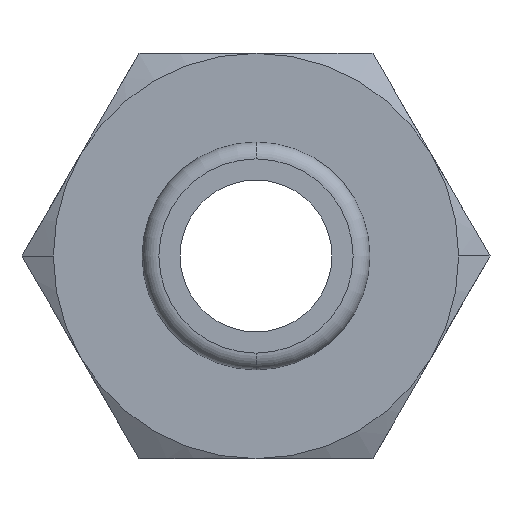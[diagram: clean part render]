
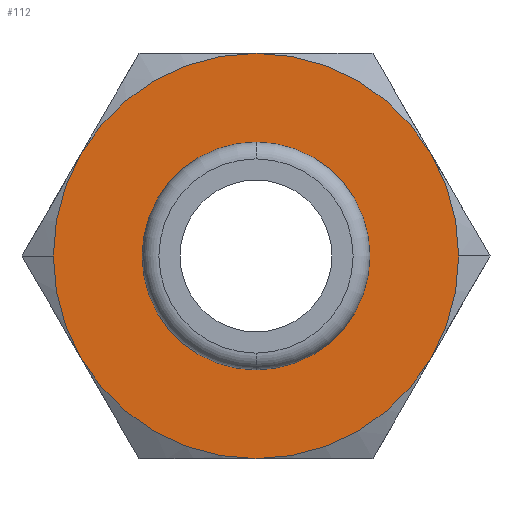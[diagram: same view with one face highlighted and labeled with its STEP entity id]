
A CAD part, front view. The second image highlights one B-rep face of the part: STEP entity #112.
In plain terms, the highlighted planar face has unit normal (0, -1, 0).
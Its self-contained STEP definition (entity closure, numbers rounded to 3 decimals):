
#112=ADVANCED_FACE('',(#241,#242),#243,.T.);
#241=FACE_OUTER_BOUND('',#384,.T.);
#242=FACE_BOUND('',#385,.T.);
#243=PLANE('',#386);
#384=EDGE_LOOP('',(#633,#634,#635,#636,#637,#638,#639,#640));
#385=EDGE_LOOP('',(#641,#642));
#386=AXIS2_PLACEMENT_3D('',#643,#644,#645);
#633=ORIENTED_EDGE('',*,*,#867,.F.);
#634=ORIENTED_EDGE('',*,*,#893,.F.);
#635=ORIENTED_EDGE('',*,*,#853,.F.);
#636=ORIENTED_EDGE('',*,*,#842,.F.);
#637=ORIENTED_EDGE('',*,*,#907,.F.);
#638=ORIENTED_EDGE('',*,*,#857,.F.);
#639=ORIENTED_EDGE('',*,*,#908,.F.);
#640=ORIENTED_EDGE('',*,*,#909,.F.);
#641=ORIENTED_EDGE('',*,*,#910,.F.);
#642=ORIENTED_EDGE('',*,*,#911,.F.);
#643=CARTESIAN_POINT('',(6.0,15.5,0.0));
#644=DIRECTION('',(-0.0,-1.0,-0.0));
#645=DIRECTION('',(-1.0,0.0,0.0));
#842=EDGE_CURVE('',#996,#998,#999,.T.);
#853=EDGE_CURVE('',#998,#1013,#1014,.T.);
#857=EDGE_CURVE('',#1017,#984,#1019,.T.);
#867=EDGE_CURVE('',#1033,#1030,#1035,.T.);
#893=EDGE_CURVE('',#1013,#1033,#1073,.T.);
#907=EDGE_CURVE('',#984,#996,#1091,.T.);
#908=EDGE_CURVE('',#1092,#1017,#1093,.T.);
#909=EDGE_CURVE('',#1030,#1092,#1094,.T.);
#910=EDGE_CURVE('',#1095,#1096,#1097,.T.);
#911=EDGE_CURVE('',#1096,#1095,#1098,.T.);
#984=VERTEX_POINT('',#1184);
#996=VERTEX_POINT('',#1242);
#998=VERTEX_POINT('',#1245);
#999=CIRCLE('',#1246,12.0);
#1013=VERTEX_POINT('',#1284);
#1014=CIRCLE('',#1285,12.0);
#1017=VERTEX_POINT('',#1299);
#1019=CIRCLE('',#1312,12.0);
#1030=VERTEX_POINT('',#1325);
#1033=VERTEX_POINT('',#1329);
#1035=CIRCLE('',#1342,12.0);
#1073=CIRCLE('',#1417,12.0);
#1091=CIRCLE('',#1469,12.0);
#1092=VERTEX_POINT('',#1470);
#1093=CIRCLE('',#1471,12.0);
#1094=CIRCLE('',#1472,12.0);
#1095=VERTEX_POINT('',#1473);
#1096=VERTEX_POINT('',#1474);
#1097=CIRCLE('',#1475,6.75);
#1098=CIRCLE('',#1476,6.75);
#1184=CARTESIAN_POINT('',(-10.392,15.5,-6.0));
#1242=CARTESIAN_POINT('',(-12.0,15.5,0.));
#1245=CARTESIAN_POINT('',(-10.392,15.5,6.0));
#1246=AXIS2_PLACEMENT_3D('',#1662,#1663,#1664);
#1284=CARTESIAN_POINT('',(0.,15.5,12.0));
#1285=AXIS2_PLACEMENT_3D('',#1676,#1677,#1678);
#1299=CARTESIAN_POINT('',(0.0,15.5,-12.0));
#1312=AXIS2_PLACEMENT_3D('',#1679,#1680,#1681);
#1325=CARTESIAN_POINT('',(12.0,15.5,0.));
#1329=CARTESIAN_POINT('',(10.392,15.5,6.0));
#1342=AXIS2_PLACEMENT_3D('',#1694,#1695,#1696);
#1417=AXIS2_PLACEMENT_3D('',#1734,#1735,#1736);
#1469=AXIS2_PLACEMENT_3D('',#1750,#1751,#1752);
#1470=CARTESIAN_POINT('',(10.392,15.5,-6.0));
#1471=AXIS2_PLACEMENT_3D('',#1753,#1754,#1755);
#1472=AXIS2_PLACEMENT_3D('',#1756,#1757,#1758);
#1473=CARTESIAN_POINT('',(-6.75,15.5,0.));
#1474=CARTESIAN_POINT('',(6.75,15.5,0.));
#1475=AXIS2_PLACEMENT_3D('',#1759,#1760,#1761);
#1476=AXIS2_PLACEMENT_3D('',#1762,#1763,#1764);
#1662=CARTESIAN_POINT('',(0.0,15.5,0.0));
#1663=DIRECTION('',(-0.0,1.0,0.0));
#1664=DIRECTION('',(1.0,0.0,0.0));
#1676=CARTESIAN_POINT('',(0.0,15.5,0.0));
#1677=DIRECTION('',(-0.0,1.0,0.0));
#1678=DIRECTION('',(1.0,0.0,0.0));
#1679=CARTESIAN_POINT('',(0.0,15.5,0.0));
#1680=DIRECTION('',(-0.0,1.0,0.0));
#1681=DIRECTION('',(1.0,0.0,0.0));
#1694=CARTESIAN_POINT('',(0.0,15.5,0.0));
#1695=DIRECTION('',(-0.0,1.0,0.0));
#1696=DIRECTION('',(1.0,0.0,0.0));
#1734=CARTESIAN_POINT('',(0.0,15.5,0.0));
#1735=DIRECTION('',(-0.0,1.0,0.0));
#1736=DIRECTION('',(1.0,0.0,0.0));
#1750=CARTESIAN_POINT('',(0.0,15.5,0.0));
#1751=DIRECTION('',(-0.0,1.0,0.0));
#1752=DIRECTION('',(1.0,0.0,0.0));
#1753=CARTESIAN_POINT('',(0.0,15.5,0.0));
#1754=DIRECTION('',(-0.0,1.0,0.0));
#1755=DIRECTION('',(1.0,0.0,0.0));
#1756=CARTESIAN_POINT('',(0.0,15.5,0.0));
#1757=DIRECTION('',(-0.0,1.0,0.0));
#1758=DIRECTION('',(1.0,0.0,0.0));
#1759=CARTESIAN_POINT('',(0.0,15.5,0.0));
#1760=DIRECTION('',(0.0,-1.0,0.0));
#1761=DIRECTION('',(1.0,0.0,0.0));
#1762=CARTESIAN_POINT('',(0.0,15.5,0.0));
#1763=DIRECTION('',(0.0,-1.0,0.0));
#1764=DIRECTION('',(1.0,0.0,0.0));
